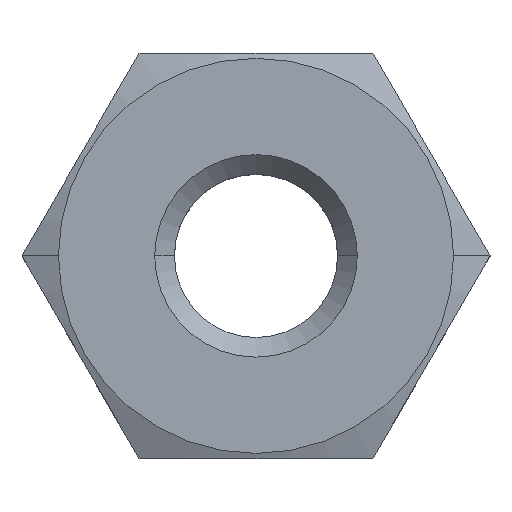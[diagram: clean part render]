
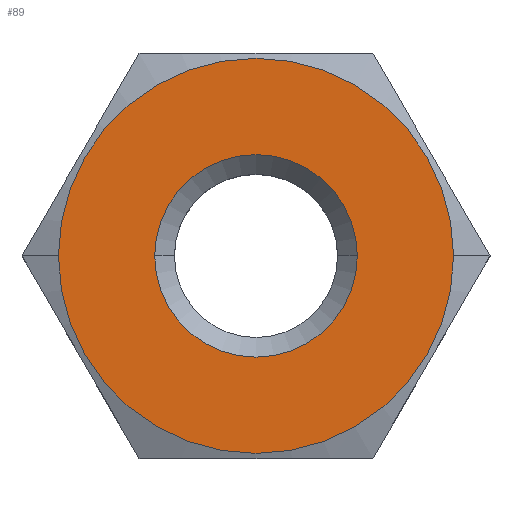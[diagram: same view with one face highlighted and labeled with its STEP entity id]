
A CAD part, top view. The second image highlights one B-rep face of the part: STEP entity #89.
In plain terms, the highlighted planar face has unit normal (0, 0, 1).
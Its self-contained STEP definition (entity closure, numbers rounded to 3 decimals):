
#89=ADVANCED_FACE('',(#122,#123),#124,.T.);
#122=FACE_BOUND('',#160,.T.);
#123=FACE_OUTER_BOUND('',#161,.T.);
#124=PLANE('',#162);
#160=EDGE_LOOP('',(#276,#277));
#161=EDGE_LOOP('',(#278,#279));
#162=AXIS2_PLACEMENT_3D('',#280,#281,#282);
#276=ORIENTED_EDGE('',*,*,#334,.F.);
#277=ORIENTED_EDGE('',*,*,#313,.F.);
#278=ORIENTED_EDGE('',*,*,#330,.F.);
#279=ORIENTED_EDGE('',*,*,#319,.F.);
#280=CARTESIAN_POINT('',(0.,0.,2.0));
#281=DIRECTION('',(0.0,0.0,1.0));
#282=DIRECTION('',(1.0,0.0,0.0));
#313=EDGE_CURVE('',#359,#357,#361,.T.);
#319=EDGE_CURVE('',#371,#363,#373,.T.);
#330=EDGE_CURVE('',#363,#371,#392,.T.);
#334=EDGE_CURVE('',#357,#359,#398,.T.);
#357=VERTEX_POINT('',#425);
#359=VERTEX_POINT('',#428);
#361=CIRCLE('',#431,1.25);
#363=VERTEX_POINT('',#433);
#371=VERTEX_POINT('',#469);
#373=CIRCLE('',#472,2.437);
#392=CIRCLE('',#547,2.437);
#398=CIRCLE('',#580,1.25);
#425=CARTESIAN_POINT('',(1.25,0.,2.0));
#428=CARTESIAN_POINT('',(-1.25,0.,2.0));
#431=AXIS2_PLACEMENT_3D('',#611,#612,#613);
#433=CARTESIAN_POINT('',(2.437,0.,2.0));
#469=CARTESIAN_POINT('',(-2.437,0.,2.0));
#472=AXIS2_PLACEMENT_3D('',#616,#617,#618);
#547=AXIS2_PLACEMENT_3D('',#627,#628,#629);
#580=AXIS2_PLACEMENT_3D('',#630,#631,#632);
#611=CARTESIAN_POINT('',(0.0,0.,2.0));
#612=DIRECTION('',(0.0,0.0,1.0));
#613=DIRECTION('',(1.0,0.0,0.0));
#616=CARTESIAN_POINT('',(0.0,0.,2.0));
#617=DIRECTION('',(0.0,0.0,-1.0));
#618=DIRECTION('',(1.0,0.0,0.0));
#627=CARTESIAN_POINT('',(0.0,0.,2.0));
#628=DIRECTION('',(0.0,0.0,-1.0));
#629=DIRECTION('',(1.0,0.0,0.0));
#630=CARTESIAN_POINT('',(0.0,0.,2.0));
#631=DIRECTION('',(0.0,0.0,1.0));
#632=DIRECTION('',(1.0,0.0,0.0));
